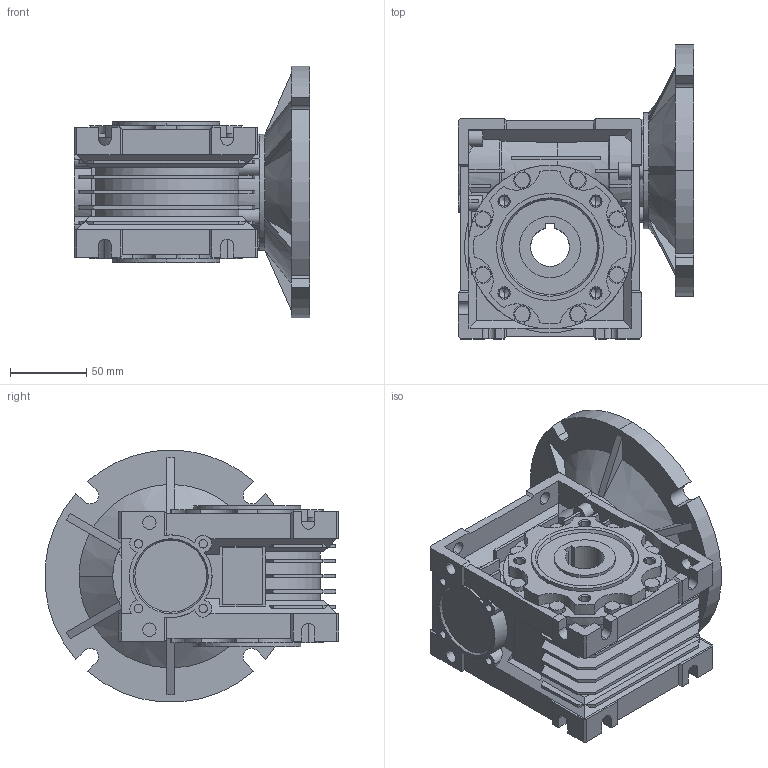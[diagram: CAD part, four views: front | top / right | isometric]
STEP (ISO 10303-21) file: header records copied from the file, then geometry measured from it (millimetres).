
FILE_DESCRIPTION (( 'STEP AP203' ), '1' );
FILE_NAME ('WGA-50M-010-H1.step', '2023-03-08T19:48:40', ( '' ), ( '' ), 'SwSTEP 2.0', 'SolidWorks 2021', '' );
FILE_SCHEMA (( 'CONFIG_CONTROL_DESIGN' ));
Length unit declared in the file: inch
Products named in the file (1): WGA-50M-010-H1
Bounding box: 154 x 192.24 x 164.74 mm (x, y, z)
Volume: 1191190.7 mm3; surface area: 266097.5 mm2
Topology: 4 solids, 9 shells, 954 faces, 2557 edges, 1651 vertices
Faces by surface type: plane 558, cylinder 292, cone 100, bspline 4
Entity records: 30307 total; most frequent: CARTESIAN_POINT 6255, ORIENTED_EDGE 5082, DIRECTION 4994, EDGE_CURVE 2541, AXIS2_PLACEMENT_3D 1744, VERTEX_POINT 1651, LINE 1506, VECTOR 1506
